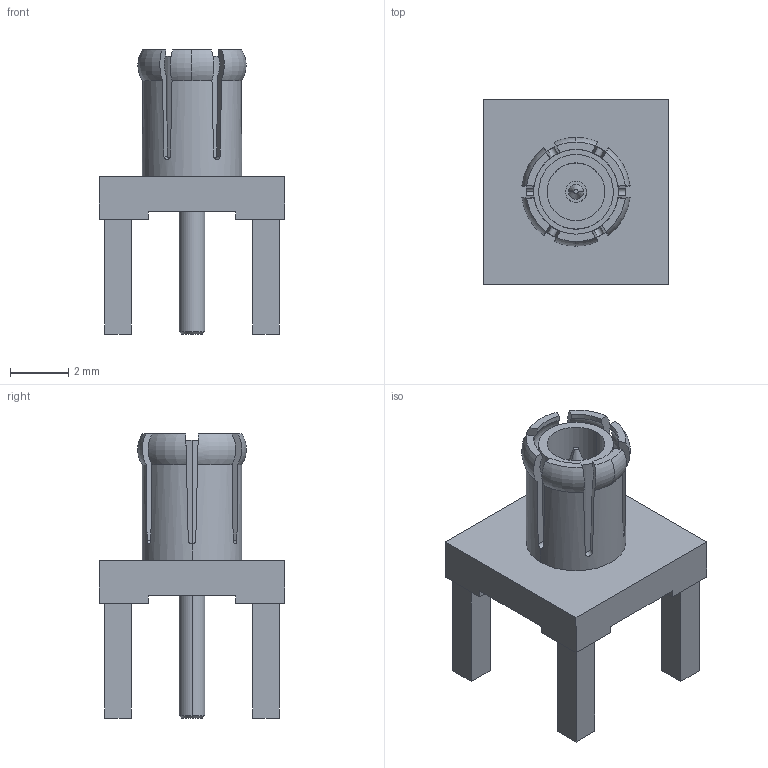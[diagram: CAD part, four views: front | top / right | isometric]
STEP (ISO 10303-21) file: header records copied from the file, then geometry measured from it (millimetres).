
FILE_DESCRIPTION (( 'STEP AP214' ), '1' );
FILE_NAME ('RFPCB-MCX-MS-6G-117_3D.step', '2023-03-17T15:12:24', ( '' ), ( '' ), 'SwSTEP 2.0', 'SolidWorks 2022', '' );
FILE_SCHEMA (( 'AUTOMOTIVE_DESIGN' ));
Length unit declared in the file: inch
Products named in the file (1): RFPCB-MCX-MS-6G-117_3D
Bounding box: 6.35 x 6.35 x 9.75 mm (x, y, z)
Volume: 86 mm3; surface area: 338 mm2
Topology: 1 solids, 1 shells, 115 faces, 298 edges, 196 vertices
Faces by surface type: plane 64, cylinder 32, torus 15, cone 4
Entity records: 4215 total; most frequent: CARTESIAN_POINT 1212, ORIENTED_EDGE 596, DIRECTION 528, EDGE_CURVE 298, VERTEX_POINT 196, AXIS2_PLACEMENT_3D 191, LINE 146, VECTOR 146
